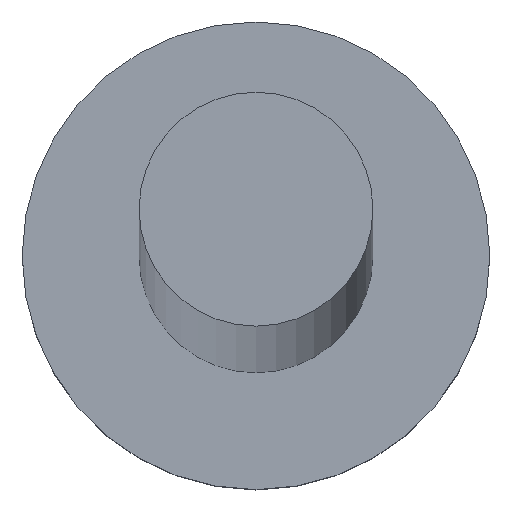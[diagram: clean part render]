
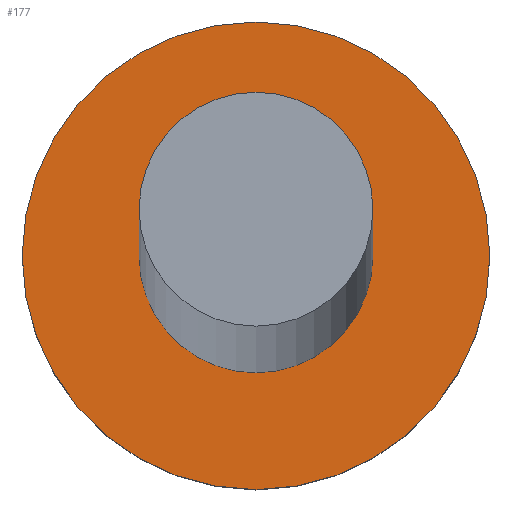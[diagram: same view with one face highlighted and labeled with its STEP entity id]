
A CAD part, top view. The second image highlights one B-rep face of the part: STEP entity #177.
In plain terms, the highlighted planar face has unit normal (0, 0, 1).
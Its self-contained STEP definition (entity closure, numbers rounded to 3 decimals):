
#5 = DIRECTION ( 'NONE',  ( 1., 0., 0. ) ) ;
#17 = VERTEX_POINT ( 'NONE', #56 ) ;
#22 = VERTEX_POINT ( 'NONE', #76 ) ;
#28 = DIRECTION ( 'NONE',  ( 1., 0., 0. ) ) ;
#34 = DIRECTION ( 'NONE',  ( 0., 0., 1. ) ) ;
#35 = DIRECTION ( 'NONE',  ( 0., 0., 1. ) ) ;
#38 = VERTEX_POINT ( 'NONE', #196 ) ;
#39 = EDGE_CURVE ( 'NONE', #22, #17, #149, .T. ) ;
#44 = CIRCLE ( 'NONE', #219, 3.5 ) ;
#47 = FACE_OUTER_BOUND ( 'NONE', #162, .T. ) ;
#56 = CARTESIAN_POINT ( 'NONE',  ( 1.75, 0., 3. ) ) ;
#65 = AXIS2_PLACEMENT_3D ( 'NONE', #127, #34, #28 ) ;
#71 = CARTESIAN_POINT ( 'NONE',  ( 0., 0., 3. ) ) ;
#73 = CARTESIAN_POINT ( 'NONE',  ( 3.5, 0., 3. ) ) ;
#76 = CARTESIAN_POINT ( 'NONE',  ( -1.75, 0., 3. ) ) ;
#82 = AXIS2_PLACEMENT_3D ( 'NONE', #132, #35, #207 ) ;
#100 = VERTEX_POINT ( 'NONE', #73 ) ;
#102 = ORIENTED_EDGE ( 'NONE', *, *, #125, .T. ) ;
#106 = DIRECTION ( 'NONE',  ( 0., 0., 1. ) ) ;
#110 = DIRECTION ( 'NONE',  ( 1., 0., 0. ) ) ;
#112 = EDGE_CURVE ( 'NONE', #17, #22, #198, .T. ) ;
#125 = EDGE_CURVE ( 'NONE', #38, #100, #44, .T. ) ;
#127 = CARTESIAN_POINT ( 'NONE',  ( 0., 0., 3. ) ) ;
#131 = DIRECTION ( 'NONE',  ( 1., 0., 0. ) ) ;
#132 = CARTESIAN_POINT ( 'NONE',  ( 0., 0., 3. ) ) ;
#138 = ORIENTED_EDGE ( 'NONE', *, *, #112, .F. ) ;
#147 = CARTESIAN_POINT ( 'NONE',  ( 0., 0., 3. ) ) ;
#149 = CIRCLE ( 'NONE', #82, 1.75 ) ;
#154 = DIRECTION ( 'NONE',  ( 0., 0., 1. ) ) ;
#162 = EDGE_LOOP ( 'NONE', ( #102, #255 ) ) ;
#168 = AXIS2_PLACEMENT_3D ( 'NONE', #147, #154, #131 ) ;
#169 = PLANE ( 'NONE',  #168 ) ;
#175 = FACE_BOUND ( 'NONE', #216, .T. ) ;
#177 = ADVANCED_FACE ( 'NONE', ( #175, #47 ), #169, .T. ) ;
#180 = CIRCLE ( 'NONE', #65, 3.5 ) ;
#196 = CARTESIAN_POINT ( 'NONE',  ( -3.5, 0., 3. ) ) ;
#198 = CIRCLE ( 'NONE', #236, 1.75 ) ;
#207 = DIRECTION ( 'NONE',  ( 1., 0., 0. ) ) ;
#216 = EDGE_LOOP ( 'NONE', ( #234, #138 ) ) ;
#219 = AXIS2_PLACEMENT_3D ( 'NONE', #250, #224, #5 ) ;
#220 = EDGE_CURVE ( 'NONE', #100, #38, #180, .T. ) ;
#224 = DIRECTION ( 'NONE',  ( 0., 0., 1. ) ) ;
#234 = ORIENTED_EDGE ( 'NONE', *, *, #39, .F. ) ;
#236 = AXIS2_PLACEMENT_3D ( 'NONE', #71, #106, #110 ) ;
#250 = CARTESIAN_POINT ( 'NONE',  ( 0., 0., 3. ) ) ;
#255 = ORIENTED_EDGE ( 'NONE', *, *, #220, .T. ) ;
